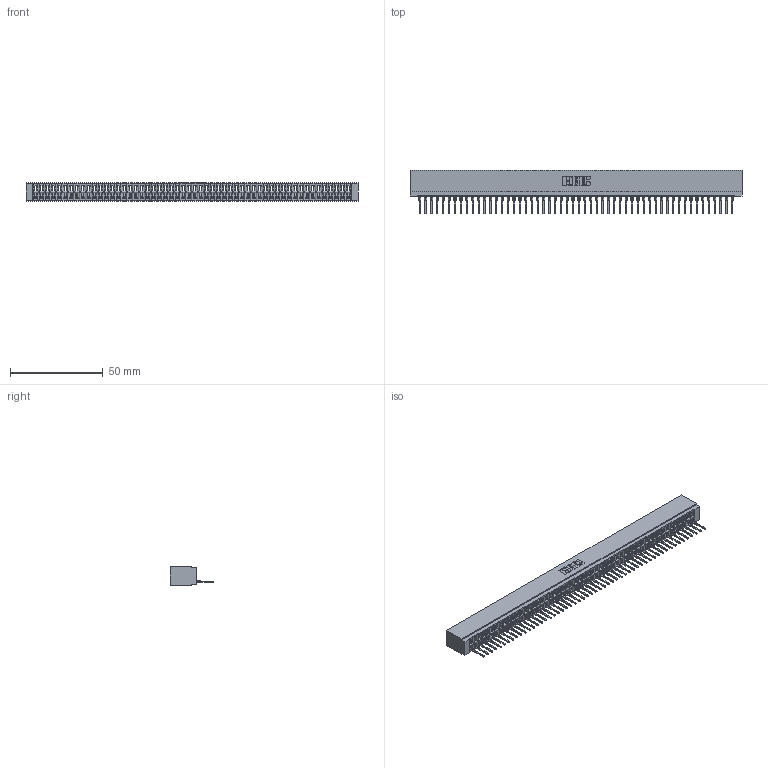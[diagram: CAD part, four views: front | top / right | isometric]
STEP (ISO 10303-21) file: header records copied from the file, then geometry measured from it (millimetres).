
FILE_DESCRIPTION (( 'STEP AP203' ), '1' );
FILE_NAME ('726-054-527-101.STEP', '2020-05-28T09:09:49', ( '' ), ( '' ), 'SwSTEP 2.0', 'SolidWorks 2020', '' );
FILE_SCHEMA (( 'CONFIG_CONTROL_DESIGN' ));
Products named in the file (3): 746-292-001_527; 726-054-527-101; 726 Part_.515 Slot Depth - 01
Assembly tree (55 placements, depth 2):
  726-054-527-101
    726 Part_.515 Slot Depth - 01
    746-292-001_527  x54
Bounding box: 178.69 x 23.48 x 9.91 mm (x, y, z)
Volume: 15938.2 mm3; surface area: 24807.9 mm2
Topology: 55 solids, 55 shells, 5929 faces, 16841 edges, 10813 vertices
Faces by surface type: plane 3457, bspline 1080, cylinder 1068, torus 324
Entity records: 79911 total; most frequent: CARTESIAN_POINT 16071, ORIENTED_EDGE 14072, DIRECTION 11620, EDGE_CURVE 7036, VECTOR 6312, LINE 6312, VERTEX_POINT 4665, AXIS2_PLACEMENT_3D 2654
